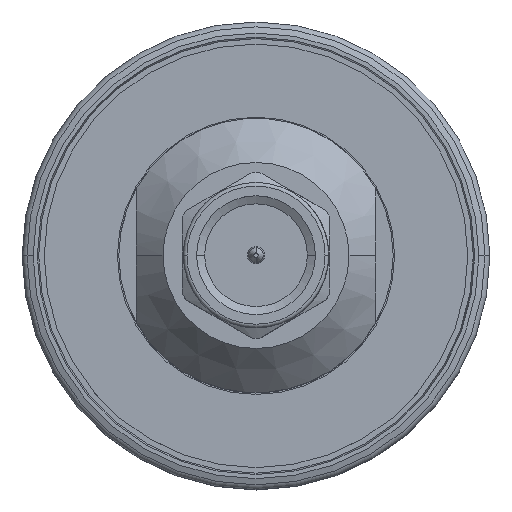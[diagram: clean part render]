
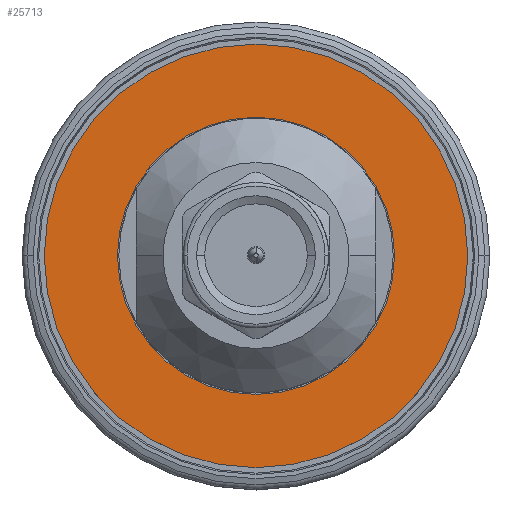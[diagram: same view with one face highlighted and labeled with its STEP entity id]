
A CAD part, top view. The second image highlights one B-rep face of the part: STEP entity #25713.
In plain terms, the highlighted planar face has unit normal (0, 0, 1).
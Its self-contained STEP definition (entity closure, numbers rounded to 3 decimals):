
#726 = CARTESIAN_POINT ( 'NONE',  ( 0., 0., -18.3 ) ) ;
#1972 = CARTESIAN_POINT ( 'NONE',  ( 11.5, 0., -18.3 ) ) ;
#2372 = VERTEX_POINT ( 'NONE', #1972 ) ;
#2716 = AXIS2_PLACEMENT_3D ( 'NONE', #726, #18225, #14848 ) ;
#3063 = EDGE_CURVE ( 'NONE', #7426, #27284, #21703, .T. ) ;
#3130 = DIRECTION ( 'NONE',  ( -1., 0., 0. ) ) ;
#5144 = PLANE ( 'NONE',  #34689 ) ;
#5387 = DIRECTION ( 'NONE',  ( 1., 0., 0. ) ) ;
#5880 = DIRECTION ( 'NONE',  ( 0., 0., 1. ) ) ;
#7426 = VERTEX_POINT ( 'NONE', #19480 ) ;
#7615 = CARTESIAN_POINT ( 'NONE',  ( 7.525, 0., -18.3 ) ) ;
#8752 = EDGE_LOOP ( 'NONE', ( #17873, #29154 ) ) ;
#10011 = CIRCLE ( 'NONE', #19986, 11.5 ) ;
#12060 = CARTESIAN_POINT ( 'NONE',  ( 0., 0., -18.3 ) ) ;
#12143 = CIRCLE ( 'NONE', #2716, 7.525 ) ;
#13426 = ORIENTED_EDGE ( 'NONE', *, *, #3063, .F. ) ;
#13777 = CARTESIAN_POINT ( 'NONE',  ( -11.5, 0., -18.3 ) ) ;
#14668 = DIRECTION ( 'NONE',  ( -1., 0., 0. ) ) ;
#14848 = DIRECTION ( 'NONE',  ( -1., 0., 0. ) ) ;
#15597 = ORIENTED_EDGE ( 'NONE', *, *, #19459, .F. ) ;
#17629 = DIRECTION ( 'NONE',  ( -1., 0., 0. ) ) ;
#17873 = ORIENTED_EDGE ( 'NONE', *, *, #29122, .T. ) ;
#18204 = EDGE_LOOP ( 'NONE', ( #13426, #15597 ) ) ;
#18225 = DIRECTION ( 'NONE',  ( 0., 0., 1. ) ) ;
#19459 = EDGE_CURVE ( 'NONE', #27284, #7426, #12143, .T. ) ;
#19480 = CARTESIAN_POINT ( 'NONE',  ( -7.525, 0., -18.3 ) ) ;
#19986 = AXIS2_PLACEMENT_3D ( 'NONE', #29191, #5880, #3130 ) ;
#21703 = CIRCLE ( 'NONE', #34358, 7.525 ) ;
#22206 = CARTESIAN_POINT ( 'NONE',  ( 0., -7.525, -18.3 ) ) ;
#23012 = VERTEX_POINT ( 'NONE', #13777 ) ;
#25713 = ADVANCED_FACE ( 'NONE', ( #29548, #31330 ), #5144, .F. ) ;
#27284 = VERTEX_POINT ( 'NONE', #7615 ) ;
#28675 = DIRECTION ( 'NONE',  ( 0., 0., 1. ) ) ;
#29104 = CIRCLE ( 'NONE', #35595, 11.5 ) ;
#29122 = EDGE_CURVE ( 'NONE', #23012, #2372, #29104, .T. ) ;
#29154 = ORIENTED_EDGE ( 'NONE', *, *, #34755, .T. ) ;
#29191 = CARTESIAN_POINT ( 'NONE',  ( 0., 0., -18.3 ) ) ;
#29548 = FACE_BOUND ( 'NONE', #18204, .T. ) ;
#31053 = DIRECTION ( 'NONE',  ( 0., 0., -1. ) ) ;
#31330 = FACE_OUTER_BOUND ( 'NONE', #8752, .T. ) ;
#34358 = AXIS2_PLACEMENT_3D ( 'NONE', #12060, #34723, #17629 ) ;
#34689 = AXIS2_PLACEMENT_3D ( 'NONE', #22206, #31053, #5387 ) ;
#34723 = DIRECTION ( 'NONE',  ( 0., 0., 1. ) ) ;
#34755 = EDGE_CURVE ( 'NONE', #2372, #23012, #10011, .T. ) ;
#35595 = AXIS2_PLACEMENT_3D ( 'NONE', #37147, #28675, #14668 ) ;
#37147 = CARTESIAN_POINT ( 'NONE',  ( 0., 0., -18.3 ) ) ;
